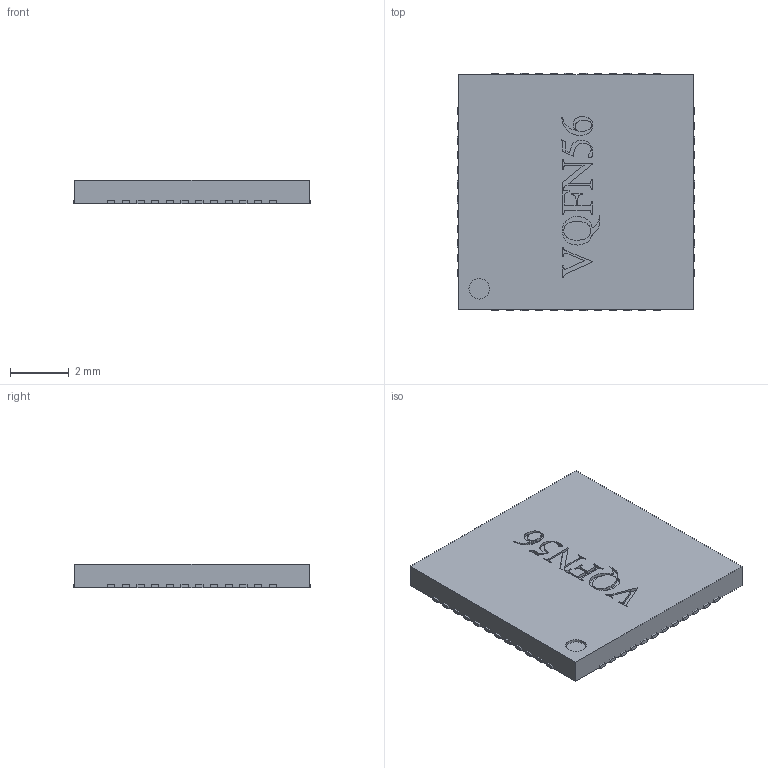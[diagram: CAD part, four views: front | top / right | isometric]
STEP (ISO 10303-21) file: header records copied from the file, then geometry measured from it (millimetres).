
FILE_DESCRIPTION (( 'STEP AP214' ), '1' );
FILE_NAME ('VQFN56.STEP', '2018-05-26T00:52:34', ( '' ), ( '' ), 'SwSTEP 2.0', 'SolidWorks 2017', '' );
FILE_SCHEMA (( 'AUTOMOTIVE_DESIGN' ));
Length unit declared in the file: millimetre
Products named in the file (1): VQFN56
Bounding box: 8.1 x 8.1 x 0.81 mm (x, y, z)
Surface area: 266.8 mm2
Topology: 50 solids, 50 shells, 483 faces, 1122 edges, 748 vertices
Faces by surface type: plane 393, bspline 88, cylinder 2
Entity records: 21780 total; most frequent: CARTESIAN_POINT 5522, ORIENTED_EDGE 2244, DIRECTION 1742, EDGE_CURVE 1122, VECTOR 942, LINE 942, VERTEX_POINT 748, UNCERTAINTY_MEASURE_WITH_UNIT 535
